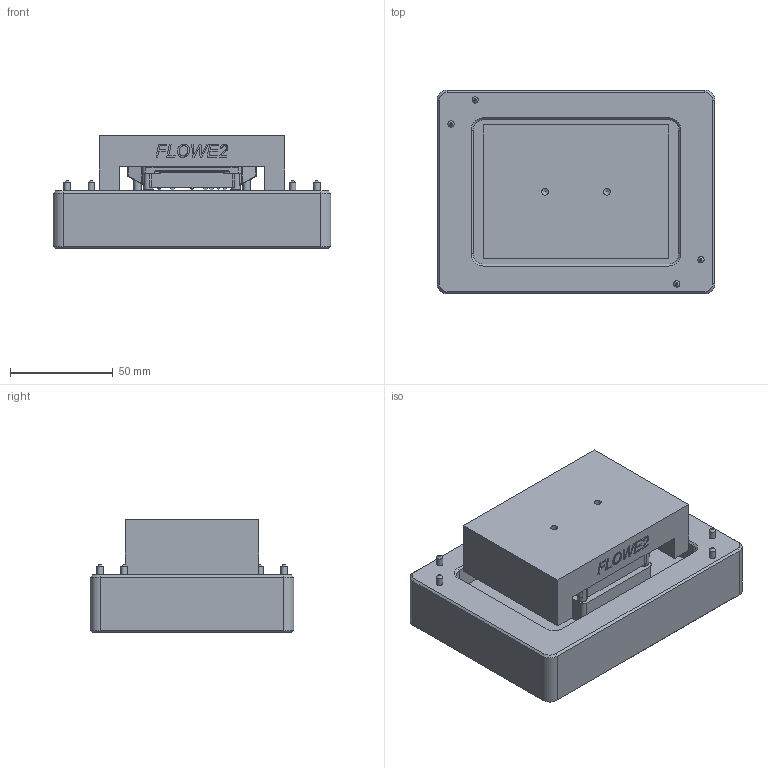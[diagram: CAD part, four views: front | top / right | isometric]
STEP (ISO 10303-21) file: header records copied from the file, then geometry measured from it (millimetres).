
FILE_DESCRIPTION(/* description */ ('Unknown'),/* implementation_level */ '2;1');
FILE_NAME(/* name */ 'L030',/* time_stamp */ '2018-07-19T09:39:13+02:00',/* author */ ('Unknown'),/* organization */ ('Unknown'),/* preprocessor_version */ 'ST-DEVELOPER v16.7',/* originating_system */ 'DEX',/* authorisation */ $);
FILE_SCHEMA (('AUTOMOTIVE_DESIGN {1 0 10303 214 3 1 1}'));
Products named in the file (6): L030; poz_csap; poz_csap_nyak; FlowE2-4T12T-L030-OL; flowE2-U12-TIM
Assembly tree (9 placements, depth 2):
  L030
    L030
    poz_csap  x2
    poz_csap_nyak  x4
    FlowE2-4T12T-L030-OL
    flowE2-U12-TIM
Bounding box: 135 x 99 x 55 mm (x, y, z)
Volume: 449682.7 mm3; surface area: 82805.3 mm2
Topology: 9 solids, 9 shells, 4722 faces, 11355 edges, 7043 vertices
Faces by surface type: plane 2418, cylinder 1391, cone 738, bspline 129, torus 28, sphere 18
Full cylindrical faces by diameter (mm): 0.6 x118, 3 x24, 3.242 x4, 3.5 x2, 4.3 x2, 5 x2, 6.05 x2, 7 x1
Entity records: 168896 total; most frequent: CARTESIAN_POINT 26367, DIRECTION 23699, ORIENTED_EDGE 22218, EDGE_CURVE 11109, AXIS2_PLACEMENT_3D 8291, LINE 7117, VECTOR 7117, VERTEX_POINT 7006
